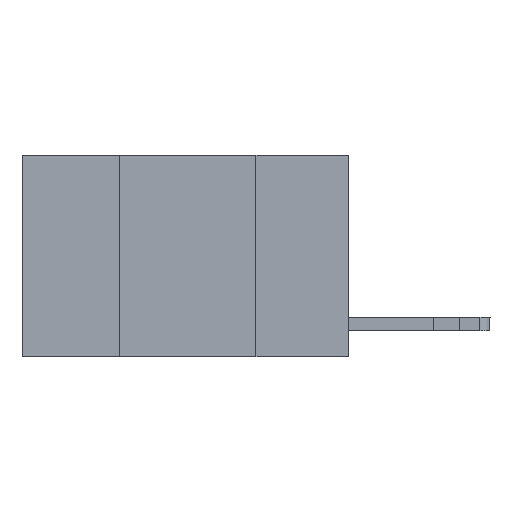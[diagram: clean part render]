
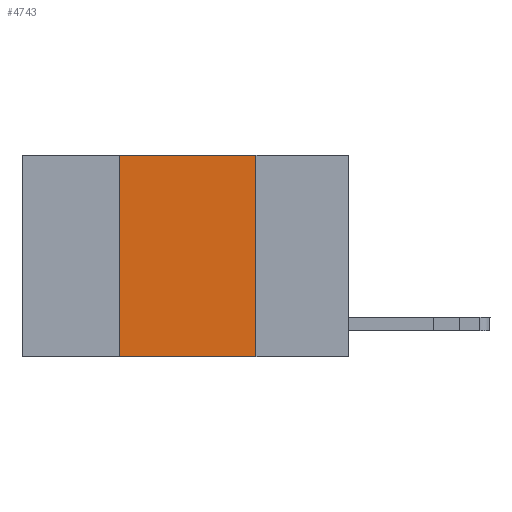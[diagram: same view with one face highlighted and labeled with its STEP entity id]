
A CAD part, left-side view. The second image highlights one B-rep face of the part: STEP entity #4743.
In plain terms, the highlighted planar face has unit normal (-1, 0, 0).
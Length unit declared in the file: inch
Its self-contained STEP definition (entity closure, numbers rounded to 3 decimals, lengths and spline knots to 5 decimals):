
#103 = CARTESIAN_POINT ( 'NONE',  ( 0., 0.17, -0.37 ) ) ;
#389 = DIRECTION ( 'NONE',  ( 0., 0., -1. ) ) ;
#1082 = EDGE_CURVE ( 'NONE', #1417, #17148, #12219, .T. ) ;
#1178 = DIRECTION ( 'NONE',  ( 0., -1., 0. ) ) ;
#1282 = CARTESIAN_POINT ( 'NONE',  ( 0., 0.6, 0. ) ) ;
#1417 = VERTEX_POINT ( 'NONE', #7171 ) ;
#1603 = VERTEX_POINT ( 'NONE', #1887 ) ;
#1691 = AXIS2_PLACEMENT_3D ( 'NONE', #1995, #7606, #16904 ) ;
#1887 = CARTESIAN_POINT ( 'NONE',  ( 0., 0.42, -0.37 ) ) ;
#1995 = CARTESIAN_POINT ( 'NONE',  ( 0., 0.6, 0. ) ) ;
#3127 = DIRECTION ( 'NONE',  ( 0., -1., 0. ) ) ;
#4743 = ADVANCED_FACE ( 'NONE', ( #17351 ), #12982, .F. ) ;
#4987 = VECTOR ( 'NONE', #11321, 39.37008 ) ;
#7171 = CARTESIAN_POINT ( 'NONE',  ( 0., 0.42, 0. ) ) ;
#7606 = DIRECTION ( 'NONE',  ( 1., 0., 0. ) ) ;
#7739 = CARTESIAN_POINT ( 'NONE',  ( 0., 0.17, 0. ) ) ;
#8634 = VECTOR ( 'NONE', #1178, 39.37008 ) ;
#8746 = ORIENTED_EDGE ( 'NONE', *, *, #14553, .F. ) ;
#9967 = CARTESIAN_POINT ( 'NONE',  ( 0., 0.42, 0. ) ) ;
#11196 = EDGE_LOOP ( 'NONE', ( #8746, #13319, #14957, #15375 ) ) ;
#11321 = DIRECTION ( 'NONE',  ( 0., 0., 1. ) ) ;
#12109 = VECTOR ( 'NONE', #389, 39.37008 ) ;
#12219 = LINE ( 'NONE', #1282, #8634 ) ;
#12323 = VECTOR ( 'NONE', #3127, 39.37008 ) ;
#12502 = LINE ( 'NONE', #16699, #12109 ) ;
#12982 = PLANE ( 'NONE',  #1691 ) ;
#13319 = ORIENTED_EDGE ( 'NONE', *, *, #1082, .F. ) ;
#13889 = EDGE_CURVE ( 'NONE', #1603, #17527, #15816, .T. ) ;
#14008 = CARTESIAN_POINT ( 'NONE',  ( 0., 0.6, -0.37 ) ) ;
#14553 = EDGE_CURVE ( 'NONE', #17148, #17527, #12502, .T. ) ;
#14957 = ORIENTED_EDGE ( 'NONE', *, *, #16289, .F. ) ;
#15375 = ORIENTED_EDGE ( 'NONE', *, *, #13889, .T. ) ;
#15509 = LINE ( 'NONE', #9967, #4987 ) ;
#15816 = LINE ( 'NONE', #14008, #12323 ) ;
#16289 = EDGE_CURVE ( 'NONE', #1603, #1417, #15509, .T. ) ;
#16699 = CARTESIAN_POINT ( 'NONE',  ( 0., 0.17, 0. ) ) ;
#16904 = DIRECTION ( 'NONE',  ( 0., 0., -1. ) ) ;
#17148 = VERTEX_POINT ( 'NONE', #7739 ) ;
#17351 = FACE_OUTER_BOUND ( 'NONE', #11196, .T. ) ;
#17527 = VERTEX_POINT ( 'NONE', #103 ) ;
